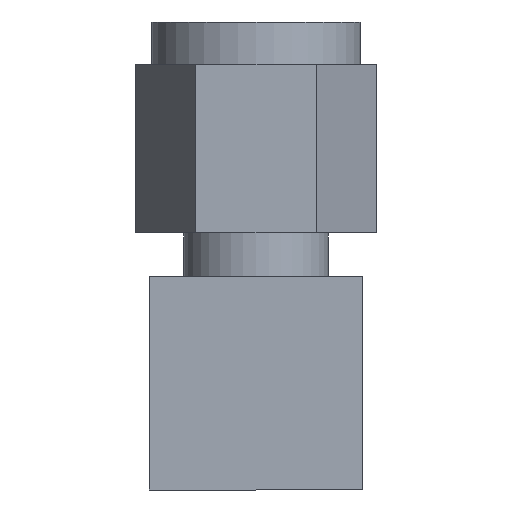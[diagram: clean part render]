
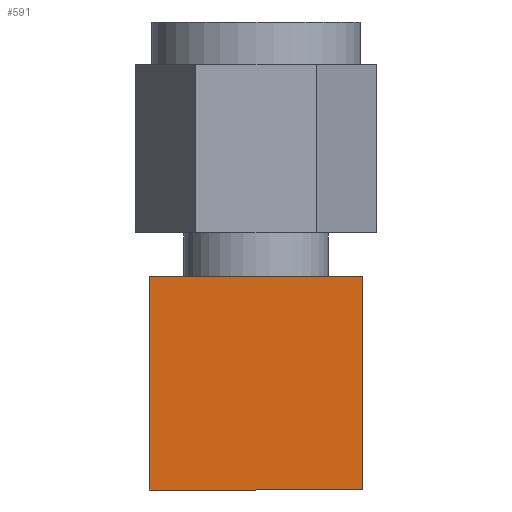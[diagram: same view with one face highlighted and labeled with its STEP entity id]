
A CAD part, front view. The second image highlights one B-rep face of the part: STEP entity #591.
In plain terms, the highlighted planar face has unit normal (0, -1, 0).
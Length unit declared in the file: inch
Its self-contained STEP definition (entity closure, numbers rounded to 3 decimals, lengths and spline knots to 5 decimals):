
#561 = EDGE_CURVE ( 'NONE', #574, #650, #2147, .T. ) ;
#574 = VERTEX_POINT ( 'NONE', #2128 ) ;
#576 = VERTEX_POINT ( 'NONE', #2148 ) ;
#582 = ORIENTED_EDGE ( 'NONE', *, *, #652, .F. ) ;
#583 = EDGE_CURVE ( 'NONE', #576, #626, #2124, .T. ) ;
#587 = ORIENTED_EDGE ( 'NONE', *, *, #648, .F. ) ;
#588 = EDGE_LOOP ( 'NONE', ( #654, #587, #605, #582 ) ) ;
#591 = ADVANCED_FACE ( 'NONE', ( #2259 ), #2252, .F. ) ;
#605 = ORIENTED_EDGE ( 'NONE', *, *, #583, .F. ) ;
#626 = VERTEX_POINT ( 'NONE', #2276 ) ;
#648 = EDGE_CURVE ( 'NONE', #626, #574, #2399, .T. ) ;
#650 = VERTEX_POINT ( 'NONE', #2346 ) ;
#652 = EDGE_CURVE ( 'NONE', #650, #576, #2361, .T. ) ;
#654 = ORIENTED_EDGE ( 'NONE', *, *, #561, .F. ) ;
#2124 = LINE ( 'NONE', #2255, #2254 ) ;
#2128 = CARTESIAN_POINT ( 'NONE',  ( -0.16, 0., -0.16 ) ) ;
#2146 = CARTESIAN_POINT ( 'NONE',  ( -0.16, 0., -0.16 ) ) ;
#2147 = LINE ( 'NONE', #2146, #2200 ) ;
#2148 = CARTESIAN_POINT ( 'NONE',  ( 0.16, 0., 0.16 ) ) ;
#2197 = AXIS2_PLACEMENT_3D ( 'NONE', #2314, #2310, #2309 ) ;
#2199 = DIRECTION ( 'NONE',  ( 0., 0., 1. ) ) ;
#2200 = VECTOR ( 'NONE', #2199, 39.37008 ) ;
#2252 = PLANE ( 'NONE',  #2197 ) ;
#2253 = DIRECTION ( 'NONE',  ( 0., 0., -1. ) ) ;
#2254 = VECTOR ( 'NONE', #2253, 39.37008 ) ;
#2255 = CARTESIAN_POINT ( 'NONE',  ( 0.16, 0., -0.16 ) ) ;
#2259 = FACE_OUTER_BOUND ( 'NONE', #588, .T. ) ;
#2276 = CARTESIAN_POINT ( 'NONE',  ( 0.16, 0., -0.16 ) ) ;
#2309 = DIRECTION ( 'NONE',  ( 0., 0., 1. ) ) ;
#2310 = DIRECTION ( 'NONE',  ( 0., 1., 0. ) ) ;
#2314 = CARTESIAN_POINT ( 'NONE',  ( -0.16, 0., -0.16 ) ) ;
#2339 = VECTOR ( 'NONE', #2393, 39.37008 ) ;
#2346 = CARTESIAN_POINT ( 'NONE',  ( -0.16, 0., 0.16 ) ) ;
#2360 = CARTESIAN_POINT ( 'NONE',  ( -0.16, 0., 0.16 ) ) ;
#2361 = LINE ( 'NONE', #2360, #2378 ) ;
#2377 = DIRECTION ( 'NONE',  ( 1., 0., 0. ) ) ;
#2378 = VECTOR ( 'NONE', #2377, 39.37008 ) ;
#2393 = DIRECTION ( 'NONE',  ( -1., 0., 0. ) ) ;
#2394 = CARTESIAN_POINT ( 'NONE',  ( -0.16, 0., -0.16 ) ) ;
#2399 = LINE ( 'NONE', #2394, #2339 ) ;
